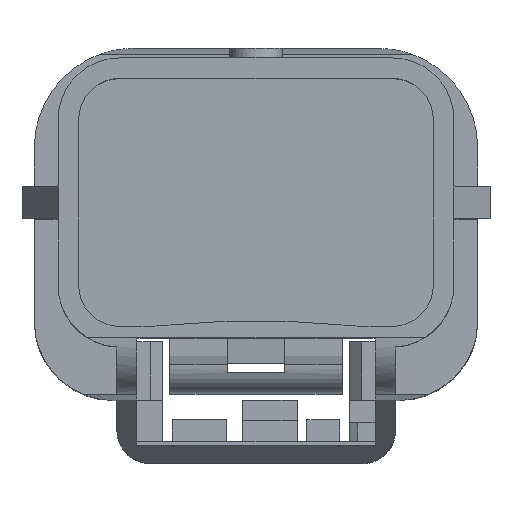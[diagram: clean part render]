
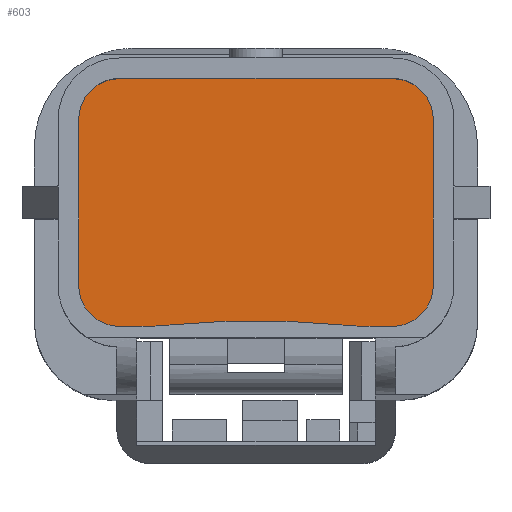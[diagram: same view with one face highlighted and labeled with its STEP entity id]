
A CAD part, top view. The second image highlights one B-rep face of the part: STEP entity #603.
In plain terms, the highlighted planar face has unit normal (0, 0, 1).
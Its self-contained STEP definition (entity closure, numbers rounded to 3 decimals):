
#350=FACE_OUTER_BOUND('',#1081,.T.);
#603=ADVANCED_FACE('',(#350),#801,.F.);
#801=PLANE('',#5455);
#1081=EDGE_LOOP('',(#2649,#2650,#2651,#2652,#2653,#2654,#2655,#2656,#2657,
#2658,#2659,#2660));
#1174=CIRCLE('',#5436,2.5);
#1175=CIRCLE('',#5439,20.);
#1176=CIRCLE('',#5441,51.7);
#1177=CIRCLE('',#5443,20.);
#1178=CIRCLE('',#5446,2.5);
#1179=CIRCLE('',#5449,2.5);
#1180=CIRCLE('',#5452,2.5);
#2649=ORIENTED_EDGE('',*,*,#3852,.T.);
#2650=ORIENTED_EDGE('',*,*,#3874,.T.);
#2651=ORIENTED_EDGE('',*,*,#3872,.T.);
#2652=ORIENTED_EDGE('',*,*,#3870,.T.);
#2653=ORIENTED_EDGE('',*,*,#3868,.T.);
#2654=ORIENTED_EDGE('',*,*,#3866,.T.);
#2655=ORIENTED_EDGE('',*,*,#3864,.T.);
#2656=ORIENTED_EDGE('',*,*,#3862,.T.);
#2657=ORIENTED_EDGE('',*,*,#3860,.T.);
#2658=ORIENTED_EDGE('',*,*,#3858,.T.);
#2659=ORIENTED_EDGE('',*,*,#3856,.T.);
#2660=ORIENTED_EDGE('',*,*,#3854,.T.);
#3131=VERTEX_POINT('',#8290);
#3132=VERTEX_POINT('',#8292);
#3133=VERTEX_POINT('',#8296);
#3134=VERTEX_POINT('',#8300);
#3135=VERTEX_POINT('',#8304);
#3136=VERTEX_POINT('',#8308);
#3137=VERTEX_POINT('',#8312);
#3138=VERTEX_POINT('',#8316);
#3139=VERTEX_POINT('',#8320);
#3140=VERTEX_POINT('',#8324);
#3141=VERTEX_POINT('',#8328);
#3142=VERTEX_POINT('',#8332);
#3852=EDGE_CURVE('',#3132,#3131,#1174,.T.);
#3854=EDGE_CURVE('',#3133,#3132,#4471,.T.);
#3856=EDGE_CURVE('',#3134,#3133,#1175,.T.);
#3858=EDGE_CURVE('',#3135,#3134,#1176,.T.);
#3860=EDGE_CURVE('',#3136,#3135,#1177,.T.);
#3862=EDGE_CURVE('',#3137,#3136,#4476,.T.);
#3864=EDGE_CURVE('',#3138,#3137,#1178,.T.);
#3866=EDGE_CURVE('',#3139,#3138,#4479,.T.);
#3868=EDGE_CURVE('',#3140,#3139,#1179,.T.);
#3870=EDGE_CURVE('',#3141,#3140,#4482,.T.);
#3872=EDGE_CURVE('',#3142,#3141,#1180,.T.);
#3874=EDGE_CURVE('',#3131,#3142,#4485,.T.);
#4471=LINE('',#8295,#5082);
#4476=LINE('',#8311,#5087);
#4479=LINE('',#8319,#5090);
#4482=LINE('',#8327,#5093);
#4485=LINE('',#8335,#5096);
#5082=VECTOR('',#6734,1.);
#5087=VECTOR('',#6753,1.);
#5090=VECTOR('',#6762,1.);
#5093=VECTOR('',#6771,1.);
#5096=VECTOR('',#6780,1.);
#5436=AXIS2_PLACEMENT_3D('',#8291,#6729,#6730);
#5439=AXIS2_PLACEMENT_3D('',#8299,#6738,#6739);
#5441=AXIS2_PLACEMENT_3D('',#8303,#6743,#6744);
#5443=AXIS2_PLACEMENT_3D('',#8307,#6748,#6749);
#5446=AXIS2_PLACEMENT_3D('',#8315,#6757,#6758);
#5449=AXIS2_PLACEMENT_3D('',#8323,#6766,#6767);
#5452=AXIS2_PLACEMENT_3D('',#8331,#6775,#6776);
#5455=AXIS2_PLACEMENT_3D('',#8337,#6783,#6784);
#6729=DIRECTION('',(0.,0.,1.));
#6730=DIRECTION('',(1.,0.,0.));
#6734=DIRECTION('',(1.,0.,0.));
#6738=DIRECTION('',(0.,0.,1.));
#6739=DIRECTION('',(0.,-1.,0.));
#6743=DIRECTION('',(0.,0.,-1.));
#6744=DIRECTION('',(0.099,0.995,0.));
#6748=DIRECTION('',(0.,0.,1.));
#6749=DIRECTION('',(0.099,-0.995,0.));
#6753=DIRECTION('',(1.,0.,0.));
#6757=DIRECTION('',(0.,0.,1.));
#6758=DIRECTION('',(0.,-1.,0.));
#6762=DIRECTION('',(0.,-1.,0.));
#6766=DIRECTION('',(0.,0.,1.));
#6767=DIRECTION('',(-1.,0.,0.));
#6771=DIRECTION('',(-1.,0.,0.));
#6775=DIRECTION('',(0.,0.,1.));
#6776=DIRECTION('',(0.,1.,0.));
#6780=DIRECTION('',(0.,1.,0.));
#6783=DIRECTION('',(0.,0.,-1.));
#6784=DIRECTION('',(-1.,0.,0.));
#8290=CARTESIAN_POINT('',(10.8,-5.05,24.35));
#8291=CARTESIAN_POINT('',(8.3,-5.05,24.35));
#8292=CARTESIAN_POINT('',(8.3,-7.55,24.35));
#8295=CARTESIAN_POINT('',(8.3,-7.55,24.35));
#8296=CARTESIAN_POINT('',(7.076,-7.55,24.35));
#8299=CARTESIAN_POINT('',(7.076,12.45,24.35));
#8300=CARTESIAN_POINT('',(5.102,-7.452,24.35));
#8303=CARTESIAN_POINT('',(0.,-58.9,24.35));
#8304=CARTESIAN_POINT('',(-5.102,-7.452,24.35));
#8307=CARTESIAN_POINT('',(-7.076,12.45,24.35));
#8308=CARTESIAN_POINT('',(-7.076,-7.55,24.35));
#8311=CARTESIAN_POINT('',(-7.076,-7.55,24.35));
#8312=CARTESIAN_POINT('',(-8.3,-7.55,24.35));
#8315=CARTESIAN_POINT('',(-8.3,-5.05,24.35));
#8316=CARTESIAN_POINT('',(-10.8,-5.05,24.35));
#8319=CARTESIAN_POINT('',(-10.8,-5.05,24.35));
#8320=CARTESIAN_POINT('',(-10.8,5.05,24.35));
#8323=CARTESIAN_POINT('',(-8.3,5.05,24.35));
#8324=CARTESIAN_POINT('',(-8.3,7.55,24.35));
#8327=CARTESIAN_POINT('',(-8.3,7.55,24.35));
#8328=CARTESIAN_POINT('',(8.3,7.55,24.35));
#8331=CARTESIAN_POINT('',(8.3,5.05,24.35));
#8332=CARTESIAN_POINT('',(10.8,5.05,24.35));
#8335=CARTESIAN_POINT('',(10.8,5.05,24.35));
#8337=CARTESIAN_POINT('',(8.3,-5.05,24.35));
